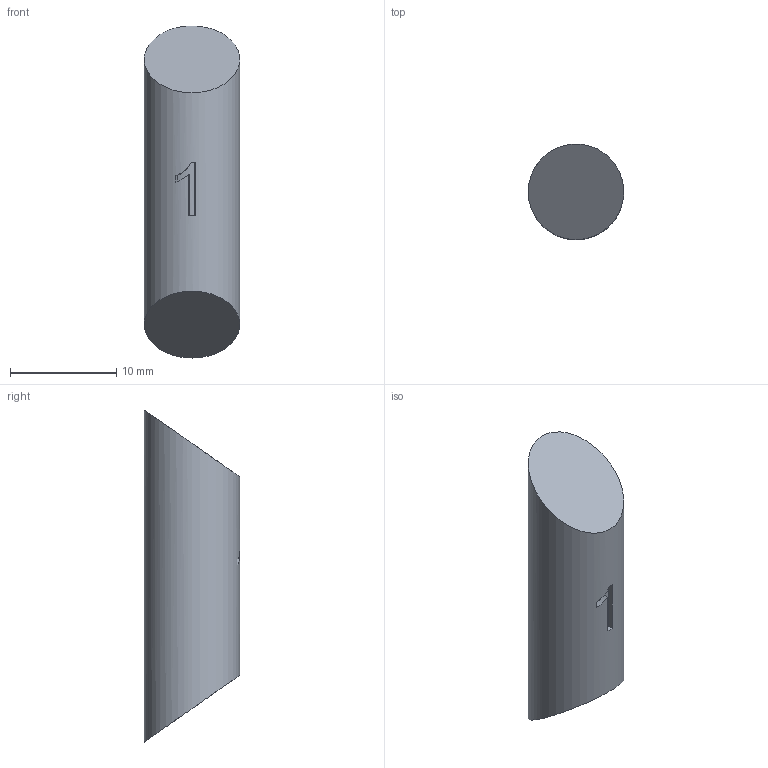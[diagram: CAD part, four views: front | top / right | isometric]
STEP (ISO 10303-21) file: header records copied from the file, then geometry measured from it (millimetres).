
FILE_DESCRIPTION(('HOOPS Exchange Step'),'2;1');
FILE_NAME('temp_export','2024-08-03T12:15:48+08:00',('sharma21'),('Shapr3D Limited'),'HOOPS Exchange 2024.2','Shapr3D','Authorized');
FILE_SCHEMA( ('AUTOMOTIVE_DESIGN { 1 0 10303 214 1 1 1 1 }') );
Length unit declared in the file: millimetre
Products named in the file (1): root
Bounding box: 9 x 9 x 31.3 mm (x, y, z)
Volume: 1588.6 mm3; surface area: 868.6 mm2
Topology: 1 solids, 1 shells, 11 faces, 26 edges, 18 vertices
Faces by surface type: plane 7, bspline 2, cylinder 2
Full cylindrical faces by diameter (mm): 9 x1
Entity records: 478 total; most frequent: CARTESIAN_POINT 208, ORIENTED_EDGE 52, DIRECTION 46, EDGE_CURVE 26, AXIS2_PLACEMENT_3D 18, VERTEX_POINT 18, EDGE_LOOP 12, FACE_BOUND 12
